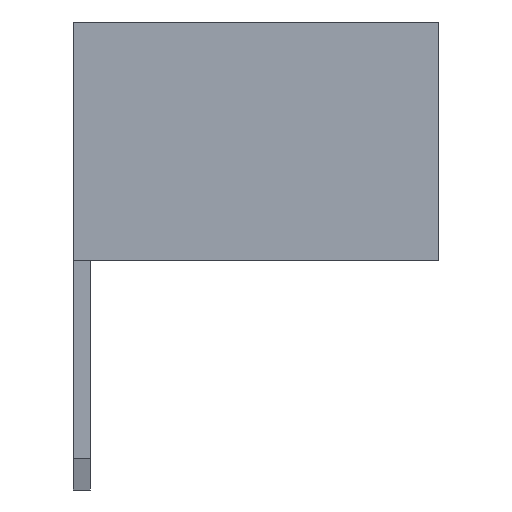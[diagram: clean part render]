
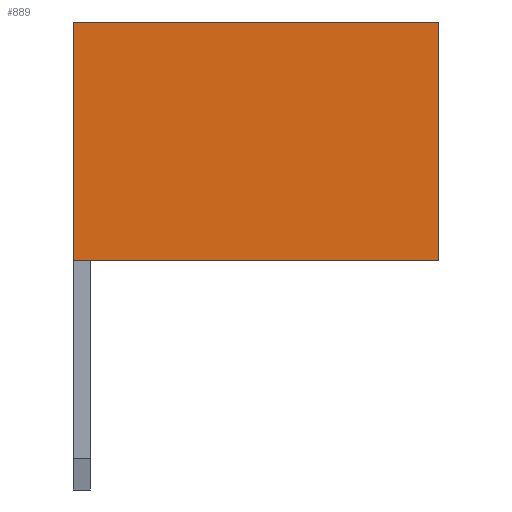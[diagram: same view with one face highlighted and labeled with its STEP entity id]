
A CAD part, left-side view. The second image highlights one B-rep face of the part: STEP entity #889.
In plain terms, the highlighted planar face has unit normal (-1, 0, 0).
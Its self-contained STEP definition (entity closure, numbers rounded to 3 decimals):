
#889=ADVANCED_FACE('',(#5989),#5991,.T.);
#5989=FACE_BOUND('',#5990,.T.);
#5990=EDGE_LOOP('',(#10065,#10066,#10067,#10068));
#5991=PLANE('',#5992);
#5992=AXIS2_PLACEMENT_3D('',#5993,#5994,#5995);
#5993=CARTESIAN_POINT('',(-1.,-4.2,0.));
#5994=DIRECTION('',(-1.,0.,0.));
#5995=DIRECTION('',(0.,0.,1.));
#10065=ORIENTED_EDGE('',*,*,#12869,.T.);
#10066=ORIENTED_EDGE('',*,*,#13026,.T.);
#10067=ORIENTED_EDGE('',*,*,#12800,.F.);
#10068=ORIENTED_EDGE('',*,*,#13025,.F.);
#12800=EDGE_CURVE('',#14522,#14524,#14525,.T.);
#12869=EDGE_CURVE('',#14622,#14623,#14624,.T.);
#13025=EDGE_CURVE('',#14622,#14522,#14881,.T.);
#13026=EDGE_CURVE('',#14623,#14524,#14882,.T.);
#14522=VERTEX_POINT('',#17410);
#14524=VERTEX_POINT('',#17414);
#14525=LINE('',#17415,#17416);
#14622=VERTEX_POINT('',#17650);
#14623=VERTEX_POINT('',#17651);
#14624=LINE('',#17652,#17653);
#14881=LINE('',#18221,#18222);
#14882=LINE('',#18224,#18225);
#17410=CARTESIAN_POINT('',(-1.,0.1,0.));
#17414=CARTESIAN_POINT('',(-1.,0.1,2.8));
#17415=CARTESIAN_POINT('',(-1.,0.1,0.));
#17416=VECTOR('',#17417,1.);
#17417=DIRECTION('',(0.,0.,1.));
#17650=CARTESIAN_POINT('',(-1.,-4.2,0.));
#17651=CARTESIAN_POINT('',(-1.,-4.2,2.8));
#17652=CARTESIAN_POINT('',(-1.,-4.2,0.));
#17653=VECTOR('',#17654,1.);
#17654=DIRECTION('',(0.,0.,1.));
#18221=CARTESIAN_POINT('',(-1.,-4.2,0.));
#18222=VECTOR('',#18223,1.);
#18223=DIRECTION('',(0.,1.,0.));
#18224=CARTESIAN_POINT('',(-1.,-4.2,2.8));
#18225=VECTOR('',#18226,1.);
#18226=DIRECTION('',(0.,1.,0.));
